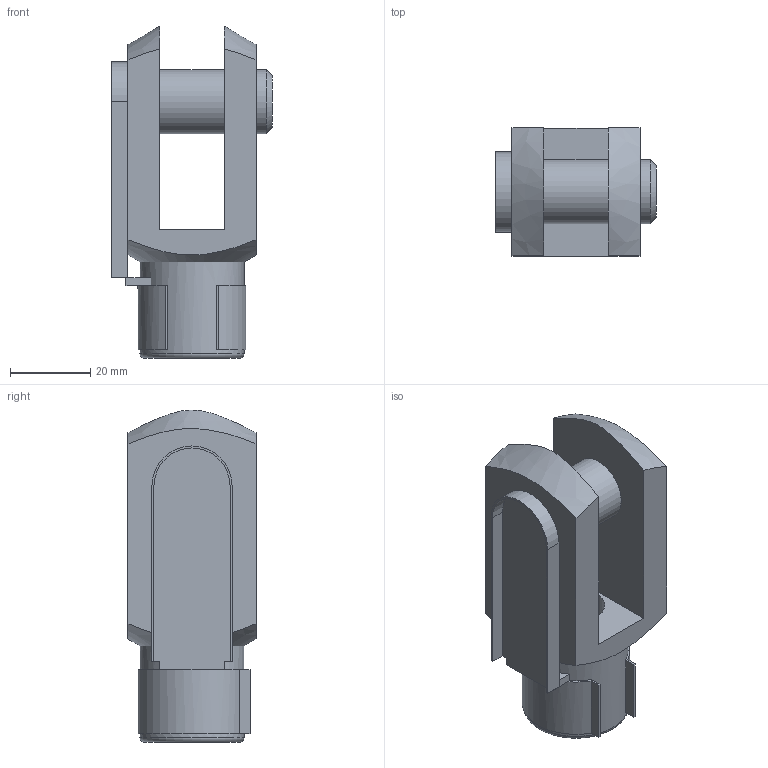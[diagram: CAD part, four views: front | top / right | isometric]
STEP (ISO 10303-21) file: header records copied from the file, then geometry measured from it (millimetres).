
FILE_DESCRIPTION(/* description */ (''),/* implementation_level */ '2;1');
FILE_NAME(/* name */ 'C-E-RC-050.stp',/* time_stamp */ '2016-01-11T11:36:15+01:00',/* author */ (''),/* organization */ (''),/* preprocessor_version */ 'ST-DEVELOPER v15.2',/* originating_system */ 'Autodesk Translator Framework v2.0.0.5431',/* authorisation */ '');
FILE_SCHEMA (('AUTOMOTIVE_DESIGN { 1 0 10303 214 3 1 1 }'));
Length unit declared in the file: centimetre
Products named in the file (1): (Unsaved)
Bounding box: 40 x 32 x 82.99 mm (x, y, z)
Volume: 44278.5 mm3; surface area: 15422.5 mm2
Topology: 1 solids, 1 shells, 850 faces, 2384 edges, 1560 vertices
Faces by surface type: bspline 641, plane 196, cylinder 7, cone 5, torus 1
Full cylindrical faces by diameter (mm): 14.376 x1, 16 x2, 26 x1
Entity records: 32942 total; most frequent: CARTESIAN_POINT 15595, ORIENTED_EDGE 4780, EDGE_CURVE 2370, VERTEX_POINT 1555, DIRECTION 1509, B_SPLINE_CURVE_WITH_KNOTS 1290, LINE 1043, VECTOR 1043
